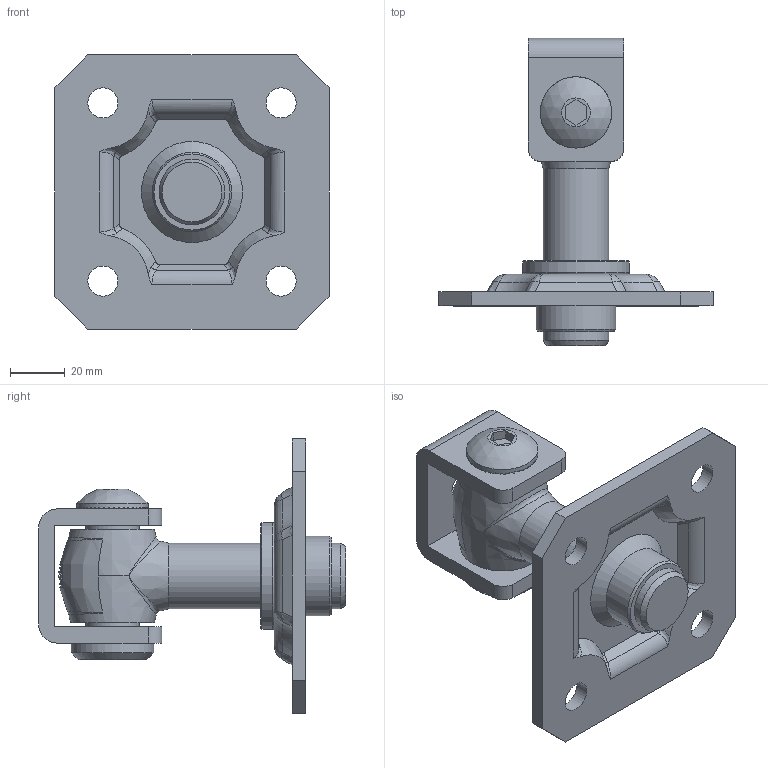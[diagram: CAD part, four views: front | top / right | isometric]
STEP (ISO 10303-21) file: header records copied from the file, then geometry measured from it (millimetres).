
FILE_DESCRIPTION(/* description */ ('162-M24 ZINCATO - CARDINE '),/* implementation_level */ '2;1');
FILE_NAME(/* name */ '10810510 001.stp',/* time_stamp */ '2023-10-25T08:43:09+02:00',/* author */ ('gcocco'),/* organization */ (''),/* preprocessor_version */ 'ST-DEVELOPER v19.2',/* originating_system */ 'Autodesk Inventor 2023',/* authorisation */ '');
FILE_SCHEMA (('AUTOMOTIVE_DESIGN { 1 0 10303 214 3 1 1 }'));
Length unit declared in the file: millimetre
Products named in the file (9): 10810510  001; 28305305  001; 21501003  001; 22501202; 27503111; 37503004  001; 37503004  001_1; 26401002; 23100564
Assembly tree (8 placements, depth 3):
  10810510  001
    28305305  001
    21501003  001
    22501202
    27503111
    37503004  001
      37503004  001_1
      26401002
      23100564
Bounding box: 100 x 112 x 100 mm (x, y, z)
Volume: 150484.5 mm3; surface area: 59558.9 mm2
Topology: 7 solids, 8 shells, 695 faces, 1867 edges, 1223 vertices
Faces by surface type: plane 555, bspline 64, cylinder 48, cone 20, torus 7, sphere 1
Full cylindrical faces by diameter (mm): 8.376 x1, 10 x2, 11 x4, 12 x1, 19.5 x1, 19.85 x1, 20 x1, 20.752 x1, 24 x1, 26 x1, 28.9 x2, 29.2 x1, 30 x1, 39 x1
Entity records: 24097 total; most frequent: CARTESIAN_POINT 6721, ORIENTED_EDGE 3703, DIRECTION 3176, EDGE_CURVE 1854, LINE 1422, VECTOR 1422, VERTEX_POINT 1223, AXIS2_PLACEMENT_3D 877
